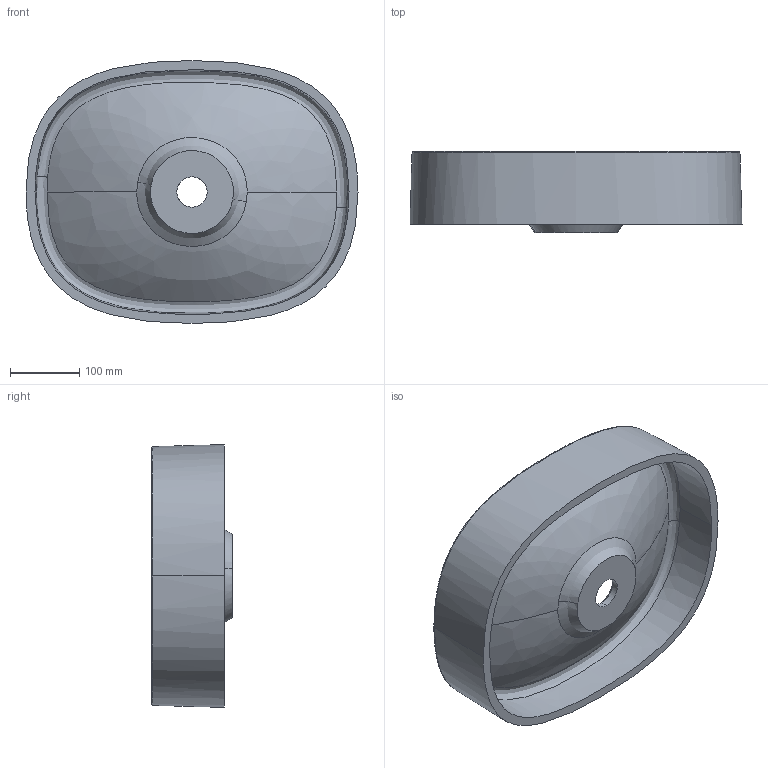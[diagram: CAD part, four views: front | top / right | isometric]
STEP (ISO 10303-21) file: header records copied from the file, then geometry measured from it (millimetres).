
FILE_DESCRIPTION (( 'STEP AP203' ), '1' );
FILE_NAME ('6301310510.STEP', '2020-12-16T22:25:42', ( '' ), ( '' ), 'SwSTEP 2.0', 'SolidWorks 2019', '' );
FILE_SCHEMA (( 'CONFIG_CONTROL_DESIGN' ));
Length unit declared in the file: millimetre
Products named in the file (1): 6301310510
Bounding box: 480 x 117 x 380 mm (x, y, z)
Volume: 4054101.3 mm3; surface area: 579355.7 mm2
Topology: 1 solids, 1 shells, 29 faces, 74 edges, 48 vertices
Faces by surface type: bspline 24, plane 3, cylinder 2
Entity records: 13888 total; most frequent: CARTESIAN_POINT 13279, ORIENTED_EDGE 148, EDGE_CURVE 74, B_SPLINE_CURVE_WITH_KNOTS 54, DIRECTION 50, VERTEX_POINT 48, EDGE_LOOP 32, ADVANCED_FACE 29
